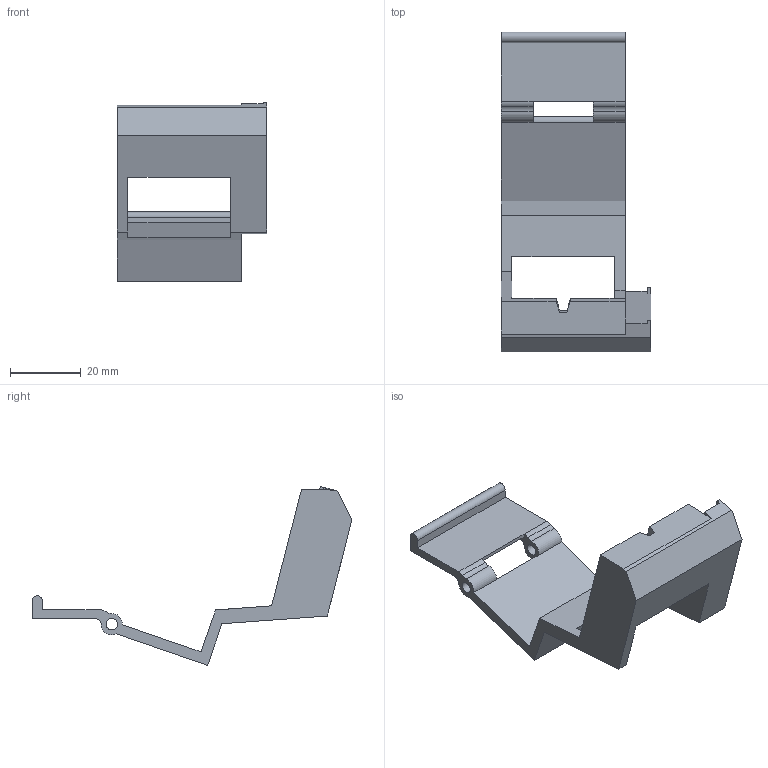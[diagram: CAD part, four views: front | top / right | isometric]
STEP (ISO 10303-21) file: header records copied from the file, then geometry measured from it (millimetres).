
FILE_DESCRIPTION(('FreeCAD Model'),'2;1');
FILE_NAME('Open CASCADE Shape Model','1974-01-01T00:00:00',(''),(''), 'Open CASCADE STEP processor 7.7','FreeCAD','Unknown');
FILE_SCHEMA(('AUTOMOTIVE_DESIGN { 1 0 10303 214 1 1 1 1 }'));
Length unit declared in the file: millimetre
Products named in the file (1): k1_hopper_step
Bounding box: 42.2 x 90.28 x 50.44 mm (x, y, z)
Volume: 15045.3 mm3; surface area: 11485.2 mm2
Topology: 1 solids, 1 shells, 58 faces, 181 edges, 121 vertices
Faces by surface type: plane 44, cylinder 14
Full cylindrical faces by diameter (mm): 3.2 x2
Entity records: 2035 total; most frequent: ORIENTED_EDGE 362, CARTESIAN_POINT 361, DIRECTION 335, EDGE_CURVE 181, LINE 145, VECTOR 145, VERTEX_POINT 121, AXIS2_PLACEMENT_3D 95
